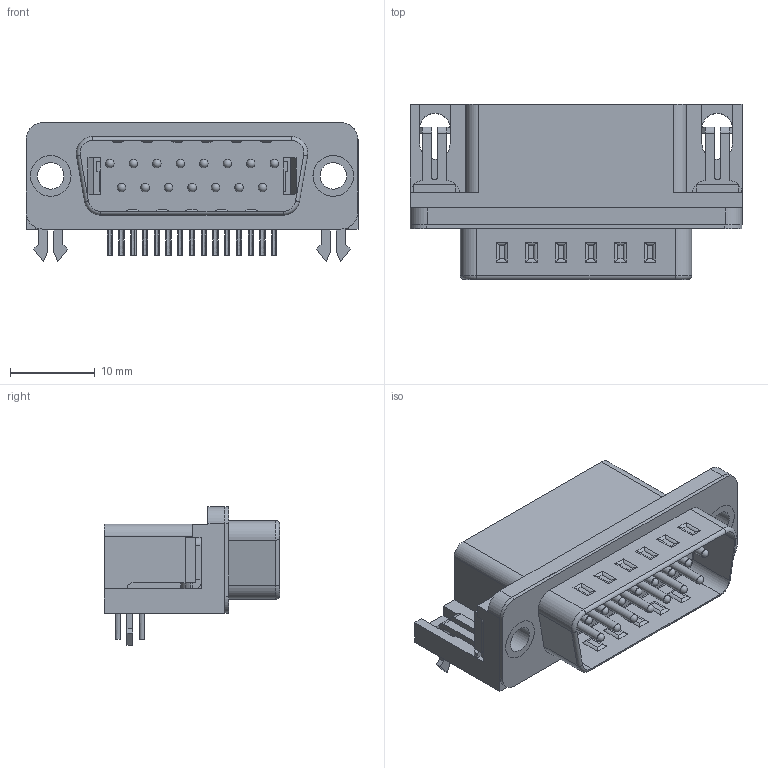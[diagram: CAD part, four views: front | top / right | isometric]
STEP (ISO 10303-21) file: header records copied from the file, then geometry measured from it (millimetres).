
FILE_DESCRIPTION(/* description */ ('Unknown'),/* implementation_level */ '2;1');
FILE_NAME(/* name */ 'J_Wurth_WR-DSUB_618015233721',/* time_stamp */ '2025-07-15T09:36:26+08:00',/* author */ ('Unknown'),/* organization */ ('Unknown'),/* preprocessor_version */ 'ST-DEVELOPER v19.4',/* originating_system */ 'Solid Edge',/* authorisation */ 'Unknown');
FILE_SCHEMA (('AUTOMOTIVE_DESIGN {1 0 10303 214 3 1 1}'));
Products named in the file (2): J_Wurth_WR-DSUB_618015233721
Assembly tree (1 placements, depth 2):
  J_Wurth_WR-DSUB_618015233721
    J_Wurth_WR-DSUB_618015233721
Bounding box: 39.15 x 20.65 x 16.35 mm (x, y, z)
Volume: 4253.3 mm3; surface area: 8382.2 mm2
Topology: 22 solids, 22 shells, 1043 faces, 2712 edges, 1701 vertices
Faces by surface type: plane 562, cylinder 227, bspline 210, cone 21, sphere 15, torus 8
Full cylindrical faces by diameter (mm): 0.7 x7, 0.8 x8, 1 x30, 3.121 x2, 4 x8
Entity records: 55647 total; most frequent: CARTESIAN_POINT 31503, ORIENTED_EDGE 5136, DIRECTION 4314, EDGE_CURVE 2568, LINE 1832, VECTOR 1832, VERTEX_POINT 1663, AXIS2_PLACEMENT_3D 1241
